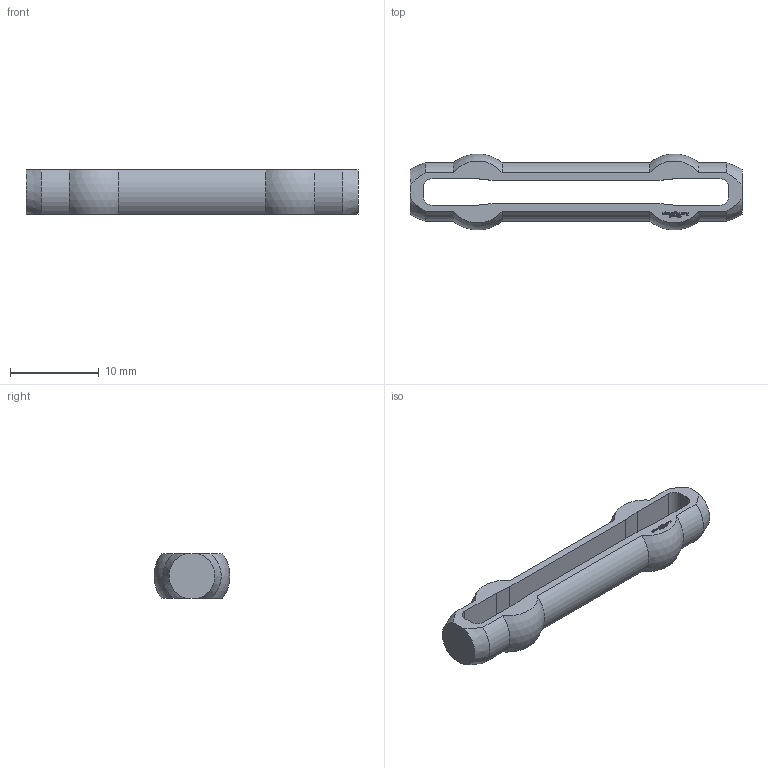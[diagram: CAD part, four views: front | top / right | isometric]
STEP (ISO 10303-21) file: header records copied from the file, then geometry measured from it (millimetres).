
FILE_DESCRIPTION(('FreeCAD Model'),'2;1');
FILE_NAME('Open CASCADE Shape Model','2022-07-07T23:31:08',(''),(''), 'Open CASCADE STEP processor 7.5','FreeCAD','Unknown');
FILE_SCHEMA(('AUTOMOTIVE_DESIGN { 1 0 10303 214 1 1 1 1 }'));
Length unit declared in the file: millimetre
Products named in the file (1): Pin SPP INR BU03.00 - SPN-PIN-0086 (stemfie.org)
Bounding box: 37.5 x 8.54 x 5 mm (x, y, z)
Volume: 702.7 mm3; surface area: 1012.8 mm2
Topology: 1 solids, 1 shells, 503 faces, 1410 edges, 940 vertices
Faces by surface type: plane 330, bspline 155, cylinder 10, sphere 4, cone 4
Entity records: 36464 total; most frequent: CARTESIAN_POINT 10347, DIRECTION 3986, LINE 3216, VECTOR 3216, ORIENTED_EDGE 2820, PCURVE 2820, DEFINITIONAL_REPRESENTATION 2820, EDGE_CURVE 1410
